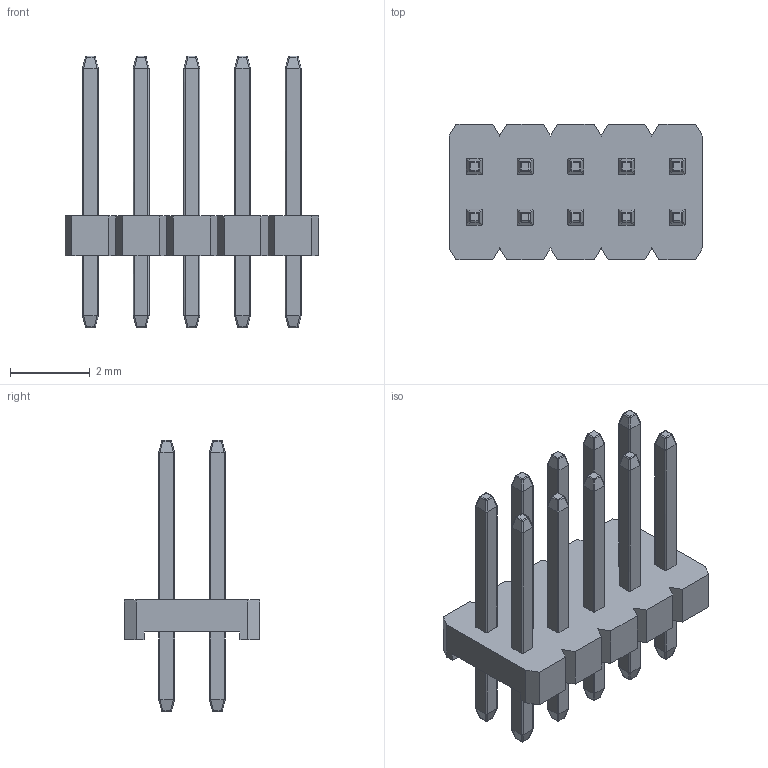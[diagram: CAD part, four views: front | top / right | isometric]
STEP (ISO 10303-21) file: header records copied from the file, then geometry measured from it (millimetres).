
FILE_DESCRIPTION (( 'STEP AP214' ), '1' );
FILE_NAME ('HDR-TH_10P-P1.27-V-M-R2-C5-S1.27-1.step', '2022-07-02T11:21:43', ( '' ), ( '' ), 'SwSTEP 2.0', 'SolidWorks 2020', '' );
FILE_SCHEMA (( 'AUTOMOTIVE_DESIGN' ));
Length unit declared in the file: millimetre
Products named in the file (1): HDR-TH_10P-P1.27-V-M-R2-C5-S1.27-1
Bounding box: 6.36 x 3.4 x 6.8 mm (x, y, z)
Volume: 27.2 mm3; surface area: 154.8 mm2
Topology: 1 solids, 1 shells, 821 faces, 2079 edges, 1306 vertices
Faces by surface type: plane 389, cylinder 240, bspline 112, sphere 80
Entity records: 33903 total; most frequent: CARTESIAN_POINT 7031, ORIENTED_EDGE 4158, DIRECTION 3351, EDGE_CURVE 2079, VERTEX_POINT 1306, VECTOR 1291, LINE 1291, AXIS2_PLACEMENT_3D 1030
